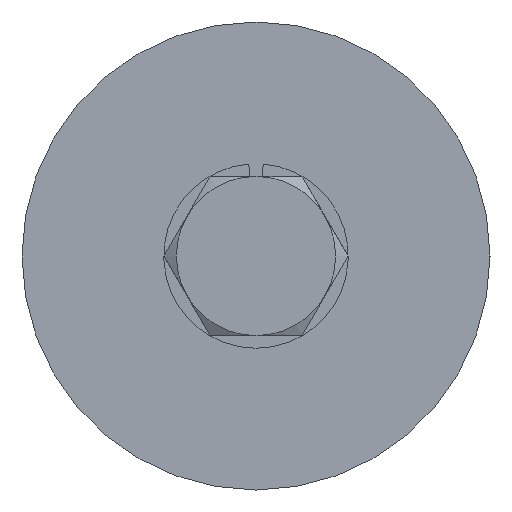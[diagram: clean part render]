
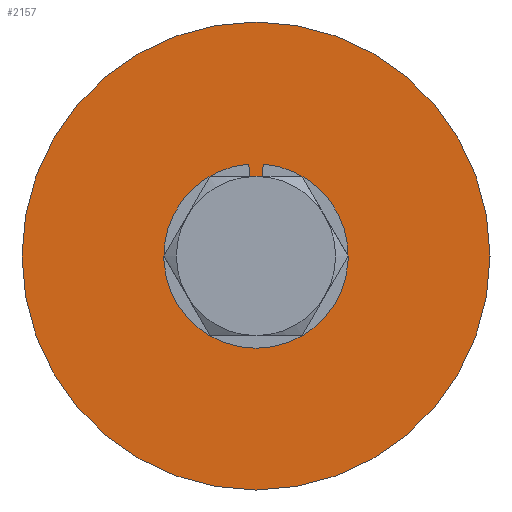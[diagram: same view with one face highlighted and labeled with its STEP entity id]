
A CAD part, left-side view. The second image highlights one B-rep face of the part: STEP entity #2157.
In plain terms, the highlighted planar face has unit normal (-1, 0, 0).
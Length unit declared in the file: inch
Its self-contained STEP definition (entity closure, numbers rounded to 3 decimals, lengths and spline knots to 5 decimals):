
#118 = CIRCLE ( 'NONE', #1882, 0.28543 ) ;
#326 = CARTESIAN_POINT ( 'NONE',  ( -3.59843, 0., -1.10236 ) ) ;
#522 = CIRCLE ( 'NONE', #2838, 1.10236 ) ;
#554 = DIRECTION ( 'NONE',  ( -1., 0., 0. ) ) ;
#569 = FACE_OUTER_BOUND ( 'NONE', #2505, .T. ) ;
#602 = FACE_BOUND ( 'NONE', #2696, .T. ) ;
#612 = ORIENTED_EDGE ( 'NONE', *, *, #2792, .T. ) ;
#655 = EDGE_CURVE ( 'NONE', #2553, #829, #2687, .T. ) ;
#662 = DIRECTION ( 'NONE',  ( 0., 0., 1. ) ) ;
#688 = AXIS2_PLACEMENT_3D ( 'NONE', #2562, #1855, #1592 ) ;
#829 = VERTEX_POINT ( 'NONE', #2740 ) ;
#864 = CARTESIAN_POINT ( 'NONE',  ( -3.59843, 0., 0. ) ) ;
#877 = VERTEX_POINT ( 'NONE', #1839 ) ;
#1096 = ORIENTED_EDGE ( 'NONE', *, *, #3056, .T. ) ;
#1209 = ORIENTED_EDGE ( 'NONE', *, *, #655, .F. ) ;
#1317 = AXIS2_PLACEMENT_3D ( 'NONE', #1410, #2360, #2148 ) ;
#1410 = CARTESIAN_POINT ( 'NONE',  ( -3.59843, 0., 0. ) ) ;
#1432 = CARTESIAN_POINT ( 'NONE',  ( -3.59843, 0., 0. ) ) ;
#1533 = PLANE ( 'NONE',  #2332 ) ;
#1539 = EDGE_CURVE ( 'NONE', #829, #2553, #118, .T. ) ;
#1592 = DIRECTION ( 'NONE',  ( 0., 0., 1. ) ) ;
#1636 = DIRECTION ( 'NONE',  ( -1., 0., 0. ) ) ;
#1779 = CARTESIAN_POINT ( 'NONE',  ( -3.59843, 0., 0. ) ) ;
#1833 = DIRECTION ( 'NONE',  ( -1., 0., 0. ) ) ;
#1839 = CARTESIAN_POINT ( 'NONE',  ( -3.59843, 0., 1.10236 ) ) ;
#1855 = DIRECTION ( 'NONE',  ( -1., 0., 0. ) ) ;
#1882 = AXIS2_PLACEMENT_3D ( 'NONE', #1432, #1636, #2555 ) ;
#1922 = CARTESIAN_POINT ( 'NONE',  ( -3.59843, 0., -0.28543 ) ) ;
#2148 = DIRECTION ( 'NONE',  ( 0., 0., 1. ) ) ;
#2157 = ADVANCED_FACE ( 'NONE', ( #569, #602 ), #1533, .T. ) ;
#2191 = CIRCLE ( 'NONE', #688, 1.10236 ) ;
#2272 = VERTEX_POINT ( 'NONE', #326 ) ;
#2332 = AXIS2_PLACEMENT_3D ( 'NONE', #1779, #554, #2489 ) ;
#2360 = DIRECTION ( 'NONE',  ( -1., 0., 0. ) ) ;
#2489 = DIRECTION ( 'NONE',  ( 0., 0., 1. ) ) ;
#2505 = EDGE_LOOP ( 'NONE', ( #612, #1096 ) ) ;
#2553 = VERTEX_POINT ( 'NONE', #1922 ) ;
#2555 = DIRECTION ( 'NONE',  ( 0., 0., 1. ) ) ;
#2562 = CARTESIAN_POINT ( 'NONE',  ( -3.59843, 0., 0. ) ) ;
#2687 = CIRCLE ( 'NONE', #1317, 0.28543 ) ;
#2696 = EDGE_LOOP ( 'NONE', ( #1209, #3114 ) ) ;
#2740 = CARTESIAN_POINT ( 'NONE',  ( -3.59843, 0., 0.28543 ) ) ;
#2792 = EDGE_CURVE ( 'NONE', #2272, #877, #2191, .T. ) ;
#2838 = AXIS2_PLACEMENT_3D ( 'NONE', #864, #1833, #662 ) ;
#3056 = EDGE_CURVE ( 'NONE', #877, #2272, #522, .T. ) ;
#3114 = ORIENTED_EDGE ( 'NONE', *, *, #1539, .F. ) ;
